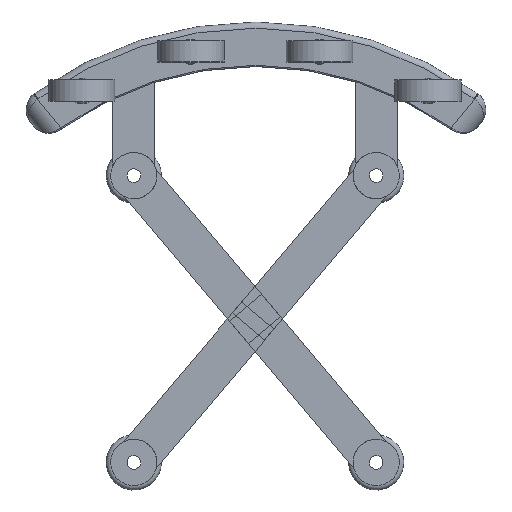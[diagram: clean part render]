
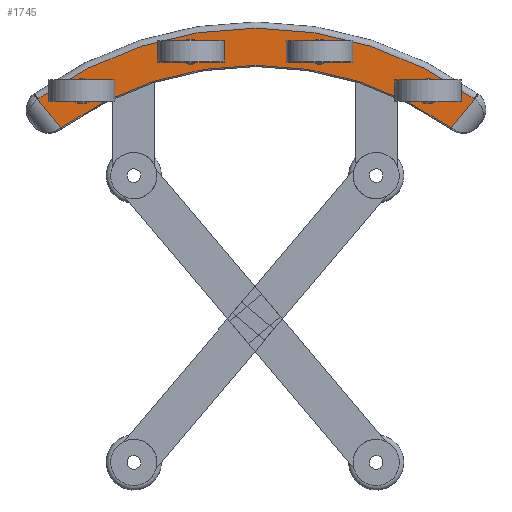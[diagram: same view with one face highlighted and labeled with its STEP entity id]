
A CAD part, top view. The second image highlights one B-rep face of the part: STEP entity #1745.
In plain terms, the highlighted planar face has unit normal (0, 0, 1).
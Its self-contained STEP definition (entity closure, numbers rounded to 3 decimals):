
#47=FACE_BOUND('',#492,.T.);
#48=FACE_BOUND('',#493,.T.);
#49=FACE_BOUND('',#494,.T.);
#50=FACE_BOUND('',#495,.T.);
#154=CIRCLE('',#1918,2.5);
#160=CIRCLE('',#1927,2.5);
#166=CIRCLE('',#1936,2.5);
#172=CIRCLE('',#1945,2.5);
#178=CIRCLE('',#1955,2.75);
#183=CIRCLE('',#1967,75.296);
#185=CIRCLE('',#1970,2.75);
#194=CIRCLE('',#1988,67.796);
#355=FACE_OUTER_BOUND('',#491,.T.);
#491=EDGE_LOOP('',(#1453,#1454,#1455,#1456,#1457,#1458));
#492=EDGE_LOOP('',(#1459));
#493=EDGE_LOOP('',(#1460));
#494=EDGE_LOOP('',(#1461));
#495=EDGE_LOOP('',(#1462));
#606=LINE('',#3047,#706);
#611=LINE('',#3169,#711);
#706=VECTOR('',#2422,10.);
#711=VECTOR('',#2469,10.);
#813=VERTEX_POINT('',#2889);
#818=VERTEX_POINT('',#2904);
#823=VERTEX_POINT('',#2919);
#828=VERTEX_POINT('',#2934);
#830=VERTEX_POINT('',#2959);
#834=VERTEX_POINT('',#3001);
#837=VERTEX_POINT('',#3006);
#843=VERTEX_POINT('',#3060);
#844=VERTEX_POINT('',#3064);
#847=VERTEX_POINT('',#3122);
#1003=EDGE_CURVE('',#813,#813,#154,.T.);
#1010=EDGE_CURVE('',#818,#818,#160,.T.);
#1017=EDGE_CURVE('',#823,#823,#166,.T.);
#1024=EDGE_CURVE('',#828,#828,#172,.T.);
#1034=EDGE_CURVE('',#837,#834,#178,.T.);
#1039=EDGE_CURVE('',#830,#837,#606,.T.);
#1046=EDGE_CURVE('',#834,#843,#183,.T.);
#1048=EDGE_CURVE('',#843,#844,#185,.T.);
#1061=EDGE_CURVE('',#844,#847,#611,.T.);
#1066=EDGE_CURVE('',#847,#830,#194,.T.);
#1453=ORIENTED_EDGE('',*,*,#1039,.F.);
#1454=ORIENTED_EDGE('',*,*,#1066,.F.);
#1455=ORIENTED_EDGE('',*,*,#1061,.F.);
#1456=ORIENTED_EDGE('',*,*,#1048,.F.);
#1457=ORIENTED_EDGE('',*,*,#1046,.F.);
#1458=ORIENTED_EDGE('',*,*,#1034,.F.);
#1459=ORIENTED_EDGE('',*,*,#1024,.T.);
#1460=ORIENTED_EDGE('',*,*,#1003,.T.);
#1461=ORIENTED_EDGE('',*,*,#1017,.T.);
#1462=ORIENTED_EDGE('',*,*,#1010,.T.);
#1635=PLANE('',#1989);
#1745=ADVANCED_FACE('',(#355,#47,#48,#49,#50),#1635,.T.);
#1918=AXIS2_PLACEMENT_3D('',#2891,#2332,#2333);
#1927=AXIS2_PLACEMENT_3D('',#2906,#2351,#2352);
#1936=AXIS2_PLACEMENT_3D('',#2921,#2370,#2371);
#1945=AXIS2_PLACEMENT_3D('',#2936,#2389,#2390);
#1955=AXIS2_PLACEMENT_3D('',#3008,#2409,#2410);
#1967=AXIS2_PLACEMENT_3D('',#3061,#2438,#2439);
#1970=AXIS2_PLACEMENT_3D('',#3065,#2444,#2445);
#1988=AXIS2_PLACEMENT_3D('',#3177,#2483,#2484);
#1989=AXIS2_PLACEMENT_3D('',#3178,#2485,#2486);
#2332=DIRECTION('center_axis',(0.,0.,-1.));
#2333=DIRECTION('ref_axis',(-1.,0.,0.));
#2351=DIRECTION('center_axis',(0.,0.,-1.));
#2352=DIRECTION('ref_axis',(-1.,0.,0.));
#2370=DIRECTION('center_axis',(0.,0.,-1.));
#2371=DIRECTION('ref_axis',(-1.,0.,0.));
#2389=DIRECTION('center_axis',(0.,0.,-1.));
#2390=DIRECTION('ref_axis',(-1.,0.,0.));
#2409=DIRECTION('center_axis',(0.,0.,-1.));
#2410=DIRECTION('ref_axis',(-0.608,0.794,0.));
#2422=DIRECTION('',(-0.629,0.777,0.));
#2438=DIRECTION('center_axis',(0.,0.,-1.));
#2439=DIRECTION('ref_axis',(0.,1.,0.));
#2444=DIRECTION('center_axis',(0.,0.,-1.));
#2445=DIRECTION('ref_axis',(0.608,0.794,0.));
#2469=DIRECTION('',(-0.629,-0.777,0.));
#2483=DIRECTION('center_axis',(0.,0.,1.));
#2484=DIRECTION('ref_axis',(0.,1.,0.));
#2485=DIRECTION('center_axis',(0.,0.,1.));
#2486=DIRECTION('ref_axis',(1.,0.,0.));
#2889=CARTESIAN_POINT('',(-4.5,75.,4.));
#2891=CARTESIAN_POINT('Origin',(-7.,75.,4.));
#2904=CARTESIAN_POINT('',(17.5,83.,4.));
#2906=CARTESIAN_POINT('Origin',(15.,83.,4.));
#2919=CARTESIAN_POINT('',(43.5,83.,4.));
#2921=CARTESIAN_POINT('Origin',(41.,83.,4.));
#2934=CARTESIAN_POINT('',(65.5,75.,4.));
#2936=CARTESIAN_POINT('Origin',(63.,75.,4.));
#2959=CARTESIAN_POINT('',(-11.274,67.619,4.));
#3001=CARTESIAN_POINT('',(-15.877,73.547,4.));
#3006=CARTESIAN_POINT('',(-15.998,73.455,4.));
#3008=CARTESIAN_POINT('Origin',(-14.268,71.317,4.));
#3047=CARTESIAN_POINT('',(-8.55,64.254,4.));
#3060=CARTESIAN_POINT('',(72.277,73.547,4.));
#3061=CARTESIAN_POINT('Origin',(28.2,12.5,4.));
#3064=CARTESIAN_POINT('',(72.398,73.455,4.));
#3065=CARTESIAN_POINT('Origin',(70.668,71.317,4.));
#3122=CARTESIAN_POINT('',(67.674,67.619,4.));
#3169=CARTESIAN_POINT('',(62.118,60.756,4.));
#3177=CARTESIAN_POINT('Origin',(28.2,12.5,4.));
#3178=CARTESIAN_POINT('Origin',(28.2,77.023,4.));
